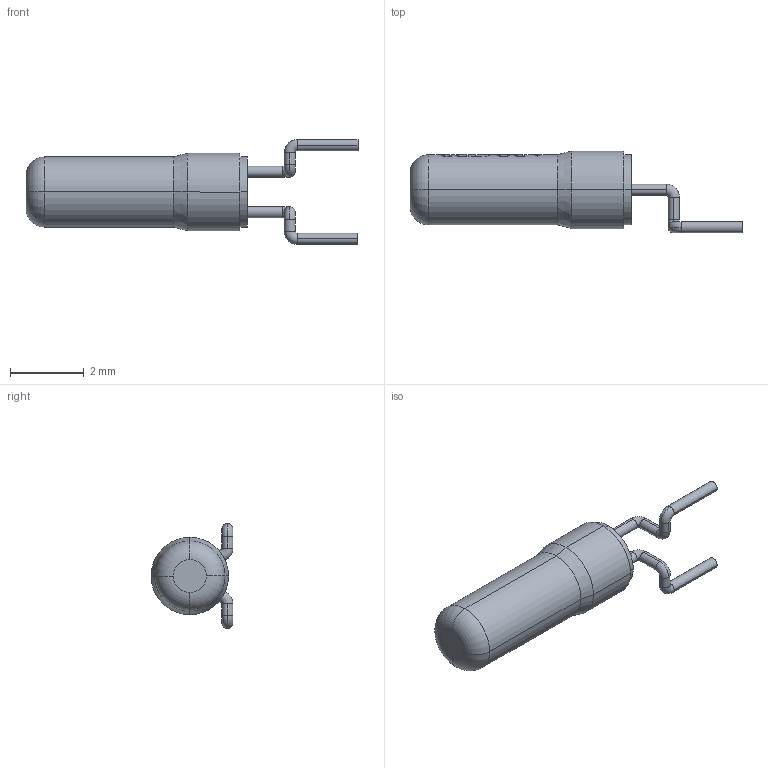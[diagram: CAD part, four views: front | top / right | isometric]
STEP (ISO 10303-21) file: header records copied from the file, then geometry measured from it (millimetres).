
FILE_DESCRIPTION (( 'STEP AP214' ), '1' );
FILE_NAME ('AB26TRB-32.768KHZ-T.STEP', '2021-11-01T23:05:14', ( '' ), ( '' ), 'SwSTEP 2.0', 'SolidWorks 2017', '' );
FILE_SCHEMA (( 'AUTOMOTIVE_DESIGN' ));
Length unit declared in the file: millimetre
Products named in the file (1): AB26TRB-32.768KHZ-T
Bounding box: 9 x 2.22 x 2.84 mm (x, y, z)
Volume: 18.4 mm3; surface area: 50.4 mm2
Topology: 1 solids, 1 shells, 164 faces, 435 edges, 283 vertices
Faces by surface type: bspline 51, plane 49, cylinder 44, torus 16, cone 4
Entity records: 9104 total; most frequent: CARTESIAN_POINT 4141, ORIENTED_EDGE 870, DIRECTION 673, EDGE_CURVE 435, VERTEX_POINT 283, AXIS2_PLACEMENT_3D 241, LINE 191, VECTOR 191
